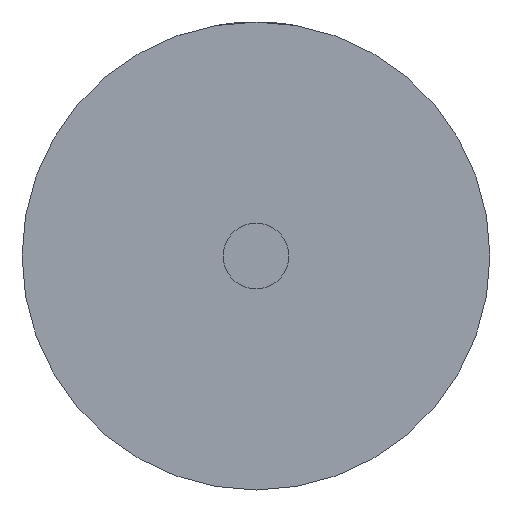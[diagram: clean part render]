
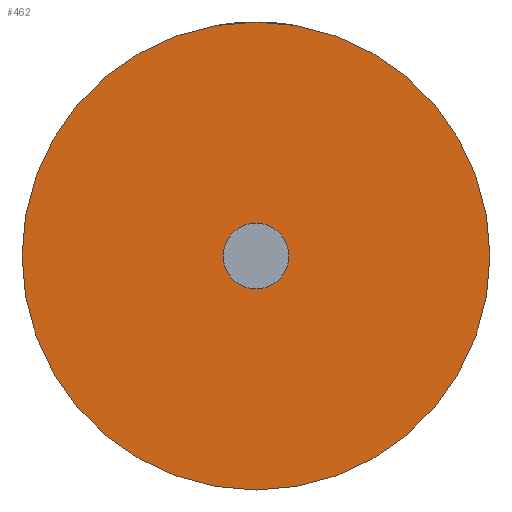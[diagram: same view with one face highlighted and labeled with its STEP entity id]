
A CAD part, left-side view. The second image highlights one B-rep face of the part: STEP entity #462.
In plain terms, the highlighted planar face has unit normal (-1, 0, 0).
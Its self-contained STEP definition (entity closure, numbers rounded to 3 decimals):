
#38 = CARTESIAN_POINT ( 'NONE',  ( 0., 0., 0. ) ) ;
#87 = CARTESIAN_POINT ( 'NONE',  ( 0., 0., 6. ) ) ;
#140 = EDGE_CURVE ( 'NONE', #188, #2170, #3557, .T. ) ;
#188 = VERTEX_POINT ( 'NONE', #841 ) ;
#370 = DIRECTION ( 'NONE',  ( 0., 0., -1. ) ) ;
#393 = ORIENTED_EDGE ( 'NONE', *, *, #1445, .F. ) ;
#400 = DIRECTION ( 'NONE',  ( 0., 0., -1. ) ) ;
#462 = ADVANCED_FACE ( 'NONE', ( #3168, #2336 ), #3920, .F. ) ;
#504 = DIRECTION ( 'NONE',  ( 1., 0., 0. ) ) ;
#524 = CARTESIAN_POINT ( 'NONE',  ( 0., 0., 42.75 ) ) ;
#529 = DIRECTION ( 'NONE',  ( 1., 0., 0. ) ) ;
#692 = EDGE_CURVE ( 'NONE', #1036, #2773, #1288, .T. ) ;
#839 = DIRECTION ( 'NONE',  ( 0., 0., -1. ) ) ;
#841 = CARTESIAN_POINT ( 'NONE',  ( 0., 0., -42.75 ) ) ;
#1036 = VERTEX_POINT ( 'NONE', #1905 ) ;
#1148 = ORIENTED_EDGE ( 'NONE', *, *, #1729, .F. ) ;
#1288 = CIRCLE ( 'NONE', #1470, 6. ) ;
#1439 = DIRECTION ( 'NONE',  ( 0., 0., -1. ) ) ;
#1445 = EDGE_CURVE ( 'NONE', #2170, #188, #2844, .T. ) ;
#1470 = AXIS2_PLACEMENT_3D ( 'NONE', #38, #2834, #370 ) ;
#1541 = AXIS2_PLACEMENT_3D ( 'NONE', #2067, #504, #839 ) ;
#1729 = EDGE_CURVE ( 'NONE', #2773, #1036, #3248, .T. ) ;
#1740 = ORIENTED_EDGE ( 'NONE', *, *, #692, .F. ) ;
#1905 = CARTESIAN_POINT ( 'NONE',  ( 0., 0., -6. ) ) ;
#1913 = AXIS2_PLACEMENT_3D ( 'NONE', #2397, #529, #3036 ) ;
#2007 = AXIS2_PLACEMENT_3D ( 'NONE', #2072, #3949, #1439 ) ;
#2067 = CARTESIAN_POINT ( 'NONE',  ( 0., 0., 0. ) ) ;
#2072 = CARTESIAN_POINT ( 'NONE',  ( 0., 0., 0. ) ) ;
#2170 = VERTEX_POINT ( 'NONE', #524 ) ;
#2320 = DIRECTION ( 'NONE',  ( -1., 0., 0. ) ) ;
#2336 = FACE_BOUND ( 'NONE', #2766, .T. ) ;
#2397 = CARTESIAN_POINT ( 'NONE',  ( 0., 0., 0. ) ) ;
#2624 = AXIS2_PLACEMENT_3D ( 'NONE', #3535, #2320, #400 ) ;
#2653 = ORIENTED_EDGE ( 'NONE', *, *, #140, .F. ) ;
#2766 = EDGE_LOOP ( 'NONE', ( #1740, #1148 ) ) ;
#2773 = VERTEX_POINT ( 'NONE', #87 ) ;
#2834 = DIRECTION ( 'NONE',  ( -1., 0., 0. ) ) ;
#2844 = CIRCLE ( 'NONE', #1913, 42.75 ) ;
#3036 = DIRECTION ( 'NONE',  ( 0., 0., -1. ) ) ;
#3168 = FACE_OUTER_BOUND ( 'NONE', #3487, .T. ) ;
#3248 = CIRCLE ( 'NONE', #2624, 6. ) ;
#3487 = EDGE_LOOP ( 'NONE', ( #393, #2653 ) ) ;
#3535 = CARTESIAN_POINT ( 'NONE',  ( 0., 0., 0. ) ) ;
#3557 = CIRCLE ( 'NONE', #2007, 42.75 ) ;
#3920 = PLANE ( 'NONE',  #1541 ) ;
#3949 = DIRECTION ( 'NONE',  ( 1., 0., 0. ) ) ;
